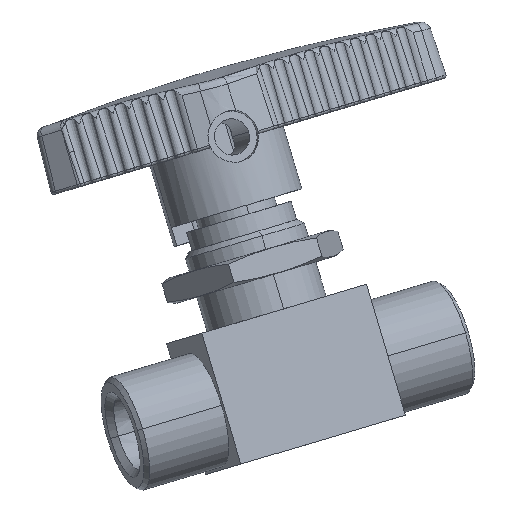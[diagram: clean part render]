
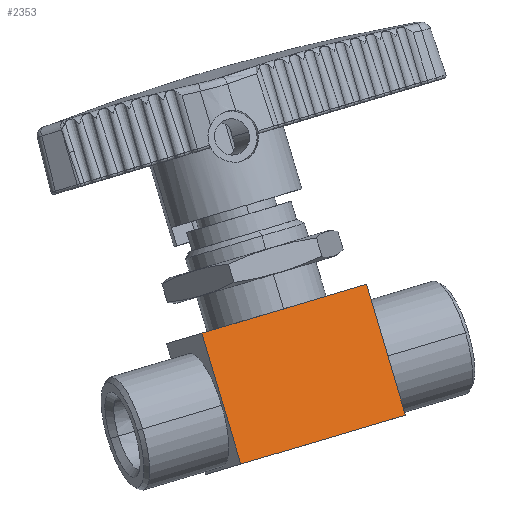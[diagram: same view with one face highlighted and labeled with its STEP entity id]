
A CAD part, front view. The second image highlights one B-rep face of the part: STEP entity #2353.
In plain terms, the highlighted face is planar.
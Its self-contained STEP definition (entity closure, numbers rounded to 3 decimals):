
#1801 = VERTEX_POINT('',#1802);
#1802 = CARTESIAN_POINT('',(2278.202,1674.576,7.4));
#1808 = EDGE_CURVE('',#1801,#1809,#1811,.T.);
#1809 = VERTEX_POINT('',#1810);
#1810 = CARTESIAN_POINT('',(2278.202,1690.276,7.4));
#1811 = LINE('',#1812,#1813);
#1812 = CARTESIAN_POINT('',(2278.202,1674.576,7.4));
#1813 = VECTOR('',#1814,1.);
#1814 = DIRECTION('',(0.,1.,0.));
#1841 = VERTEX_POINT('',#1842);
#1842 = CARTESIAN_POINT('',(2298.802,1674.576,7.4));
#1859 = VERTEX_POINT('',#1860);
#1860 = CARTESIAN_POINT('',(2298.802,1690.276,7.4));
#1866 = EDGE_CURVE('',#1859,#1841,#1867,.T.);
#1867 = LINE('',#1868,#1869);
#1868 = CARTESIAN_POINT('',(2298.802,1690.276,7.4));
#1869 = VECTOR('',#1870,1.);
#1870 = DIRECTION('',(0.,-1.,0.));
#2343 = EDGE_CURVE('',#1841,#1801,#2344,.T.);
#2344 = LINE('',#2345,#2346);
#2345 = CARTESIAN_POINT('',(2298.802,1674.576,7.4));
#2346 = VECTOR('',#2347,1.);
#2347 = DIRECTION('',(-1.,0.,0.));
#2353 = ADVANCED_FACE('',(#2354),#2365,.T.);
#2354 = FACE_BOUND('',#2355,.T.);
#2355 = EDGE_LOOP('',(#2356,#2357,#2358,#2359));
#2356 = ORIENTED_EDGE('',*,*,#1808,.F.);
#2357 = ORIENTED_EDGE('',*,*,#2343,.F.);
#2358 = ORIENTED_EDGE('',*,*,#1866,.F.);
#2359 = ORIENTED_EDGE('',*,*,#2360,.T.);
#2360 = EDGE_CURVE('',#1859,#1809,#2361,.T.);
#2361 = LINE('',#2362,#2363);
#2362 = CARTESIAN_POINT('',(2298.802,1690.276,7.4));
#2363 = VECTOR('',#2364,1.);
#2364 = DIRECTION('',(-1.,0.,0.));
#2365 = PLANE('',#2366);
#2366 = AXIS2_PLACEMENT_3D('',#2367,#2368,#2369);
#2367 = CARTESIAN_POINT('',(2217.446,1674.576,7.4));
#2368 = DIRECTION('',(0.,0.,1.));
#2369 = DIRECTION('',(1.,0.,-0.));
